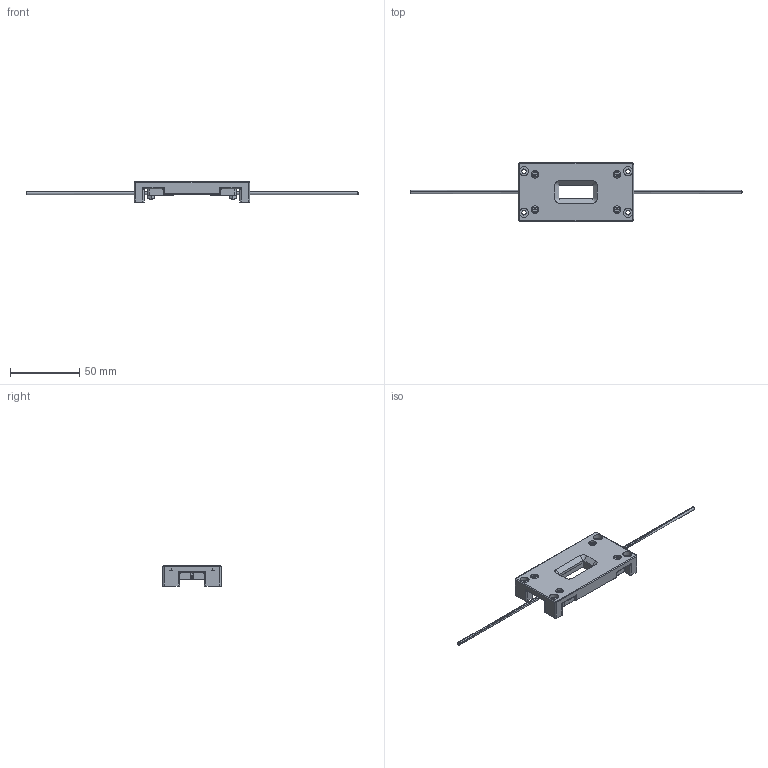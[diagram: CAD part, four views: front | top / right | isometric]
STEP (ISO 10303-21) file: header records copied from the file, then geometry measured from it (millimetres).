
FILE_DESCRIPTION((''),'2;1');
FILE_NAME('148467_SW','2011-07-07T',('banengservice'),('BANNER ENGINEERING'),'PRO/ENGINEER BY PARAMETRIC TECHNOLOGY CORPORATION, 2009141','PRO/ENGINEER BY PARAMETRIC TECHNOLOGY CORPORATION, 2009141','');
FILE_SCHEMA(('CONFIG_CONTROL_DESIGN'));
Length unit declared in the file: inch
Products named in the file (1): 148467_SW
Bounding box: 239.39 x 42 x 14.5 mm (x, y, z)
Volume: 25615.9 mm3; surface area: 18942.1 mm2
Topology: 15 solids, 17 shells, 1468 faces, 3794 edges, 2430 vertices
Faces by surface type: plane 962, cylinder 390, torus 46, sphere 22, bspline 18, cone 16, extrusion 14
Entity records: 46391 total; most frequent: CARTESIAN_POINT 10107, ORIENTED_EDGE 7588, DIRECTION 7460, EDGE_CURVE 3794, VECTOR 2728, LINE 2714, VERTEX_POINT 2430, AXIS2_PLACEMENT_3D 2366
